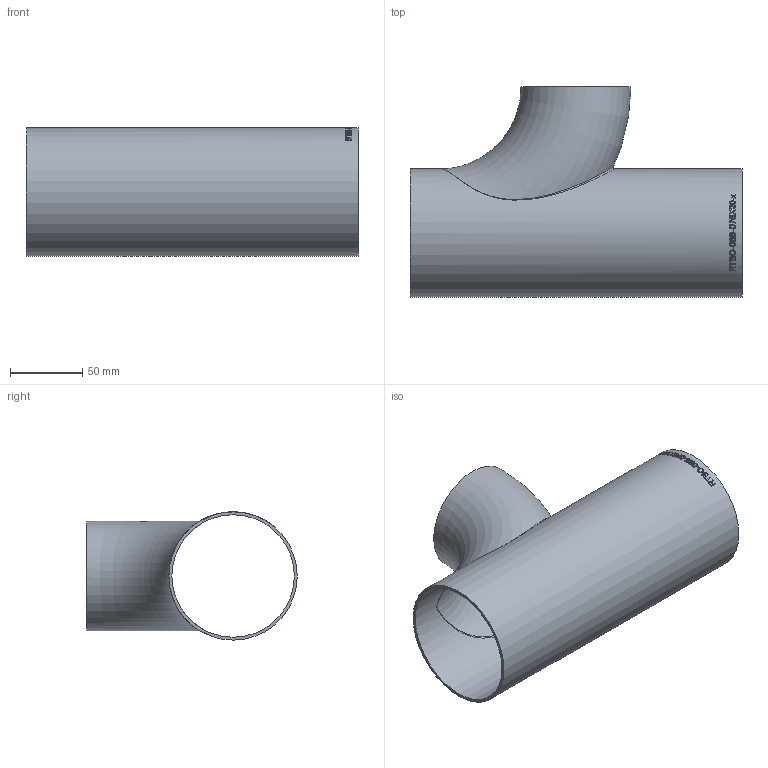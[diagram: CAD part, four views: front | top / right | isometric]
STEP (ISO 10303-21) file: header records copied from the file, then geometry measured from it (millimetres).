
FILE_DESCRIPTION (( 'STEP AP214' ), '1' );
FILE_NAME ('RTBO-088-076X20-x T-Bogen reduziert 2005.STEP', '2020-05-26T09:35:26', ( '' ), ( '' ), 'SwSTEP 2.0', 'SolidWorks 2019', '' );
FILE_SCHEMA (( 'AUTOMOTIVE_DESIGN' ));
Length unit declared in the file: millimetre
Products named in the file (1): RTBO-088-076X20-x T-Bogen reduziert 2005
Bounding box: 230 x 145.84 x 88.9 mm (x, y, z)
Volume: 149065.4 mm3; surface area: 149511.4 mm2
Topology: 1 solids, 1 shells, 234 faces, 607 edges, 405 vertices
Faces by surface type: bspline 144, plane 57, cylinder 31, torus 2
Full cylindrical faces by diameter (mm): 84.9 x1, 88.9 x1
Entity records: 35850 total; most frequent: CARTESIAN_POINT 29010, ORIENTED_EDGE 1196, EDGE_CURVE 598, B_SPLINE_CURVE_WITH_KNOTS 447, DIRECTION 409, VERTEX_POINT 402, EDGE_LOOP 274, FACE_OUTER_BOUND 240
